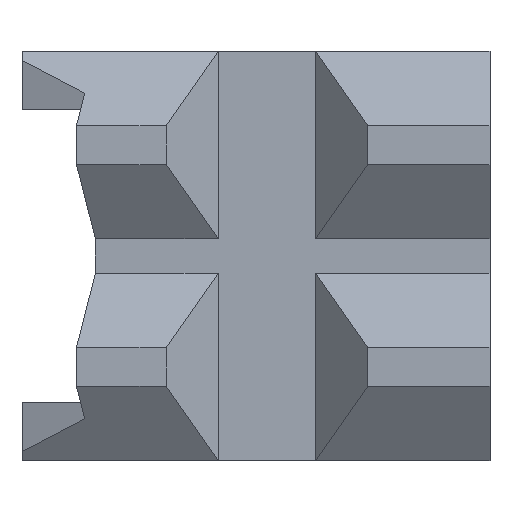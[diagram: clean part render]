
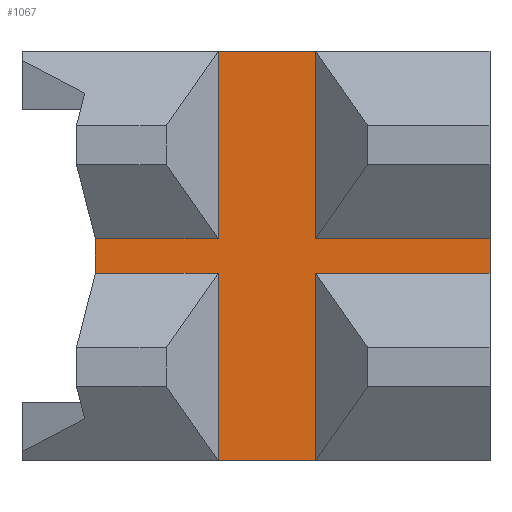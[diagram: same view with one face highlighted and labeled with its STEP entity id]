
A CAD part, left-side view. The second image highlights one B-rep face of the part: STEP entity #1067.
In plain terms, the highlighted planar face has unit normal (-1, 0, 0).
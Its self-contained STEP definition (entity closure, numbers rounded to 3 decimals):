
#10 = CARTESIAN_POINT ( 'NONE',  ( 0., -274., 2.65 ) ) ;
#16 = VERTEX_POINT ( 'NONE', #876 ) ;
#23 = LINE ( 'NONE', #1083, #1305 ) ;
#37 = ORIENTED_EDGE ( 'NONE', *, *, #131, .F. ) ;
#39 = CARTESIAN_POINT ( 'NONE',  ( 0., -213.29, -2.65 ) ) ;
#51 = VERTEX_POINT ( 'NONE', #99 ) ;
#64 = CARTESIAN_POINT ( 'NONE',  ( 0., -247.189, -2.65 ) ) ;
#75 = VERTEX_POINT ( 'NONE', #1202 ) ;
#83 = EDGE_CURVE ( 'NONE', #187, #51, #965, .T. ) ;
#92 = VECTOR ( 'NONE', #565, 1000. ) ;
#96 = VERTEX_POINT ( 'NONE', #308 ) ;
#99 = CARTESIAN_POINT ( 'NONE',  ( 0., -213.29, 2.65 ) ) ;
#100 = PLANE ( 'NONE',  #645 ) ;
#129 = DIRECTION ( 'NONE',  ( 0., -1., 0. ) ) ;
#131 = EDGE_CURVE ( 'NONE', #697, #75, #1336, .T. ) ;
#163 = LINE ( 'NONE', #681, #989 ) ;
#169 = CARTESIAN_POINT ( 'NONE',  ( 0., -213.29, 0. ) ) ;
#172 = VECTOR ( 'NONE', #824, 1000. ) ;
#187 = VERTEX_POINT ( 'NONE', #39 ) ;
#202 = VECTOR ( 'NONE', #1139, 1000. ) ;
#210 = CARTESIAN_POINT ( 'NONE',  ( 0., -164.061, 2.65 ) ) ;
#222 = CARTESIAN_POINT ( 'NONE',  ( 0., -247.189, 31.5 ) ) ;
#228 = ORIENTED_EDGE ( 'NONE', *, *, #1339, .F. ) ;
#229 = CARTESIAN_POINT ( 'NONE',  ( 0., -232.189, 31.5 ) ) ;
#262 = EDGE_CURVE ( 'NONE', #96, #697, #1130, .T. ) ;
#266 = VECTOR ( 'NONE', #729, 1000. ) ;
#308 = CARTESIAN_POINT ( 'NONE',  ( 0., -247.189, -31.5 ) ) ;
#316 = ORIENTED_EDGE ( 'NONE', *, *, #262, .F. ) ;
#357 = CARTESIAN_POINT ( 'NONE',  ( 0., 0., 0. ) ) ;
#360 = ORIENTED_EDGE ( 'NONE', *, *, #1563, .T. ) ;
#388 = EDGE_CURVE ( 'NONE', #51, #16, #508, .T. ) ;
#392 = DIRECTION ( 'NONE',  ( 0., -1., 0. ) ) ;
#398 = VECTOR ( 'NONE', #1636, 1000. ) ;
#425 = LINE ( 'NONE', #947, #172 ) ;
#431 = CARTESIAN_POINT ( 'NONE',  ( 0., -274., -2.65 ) ) ;
#436 = EDGE_CURVE ( 'NONE', #16, #1174, #425, .T. ) ;
#443 = LINE ( 'NONE', #671, #398 ) ;
#463 = EDGE_CURVE ( 'NONE', #1301, #1261, #443, .T. ) ;
#503 = DIRECTION ( 'NONE',  ( 0., 0., 1. ) ) ;
#508 = LINE ( 'NONE', #1597, #826 ) ;
#513 = CARTESIAN_POINT ( 'NONE',  ( 0., -164.061, -2.65 ) ) ;
#541 = CARTESIAN_POINT ( 'NONE',  ( 0., -164.061, -2.65 ) ) ;
#544 = CARTESIAN_POINT ( 'NONE',  ( 0., -247.189, 2.65 ) ) ;
#548 = DIRECTION ( 'NONE',  ( 0., 1., 0. ) ) ;
#565 = DIRECTION ( 'NONE',  ( 0., 0., 1. ) ) ;
#591 = ORIENTED_EDGE ( 'NONE', *, *, #463, .F. ) ;
#605 = CARTESIAN_POINT ( 'NONE',  ( 0., -247.189, -31.5 ) ) ;
#618 = ORIENTED_EDGE ( 'NONE', *, *, #388, .F. ) ;
#645 = AXIS2_PLACEMENT_3D ( 'NONE', #357, #783, #503 ) ;
#671 = CARTESIAN_POINT ( 'NONE',  ( 0., -274., 31.5 ) ) ;
#681 = CARTESIAN_POINT ( 'NONE',  ( 0., -247.189, -31.5 ) ) ;
#697 = VERTEX_POINT ( 'NONE', #842 ) ;
#729 = DIRECTION ( 'NONE',  ( 0., -1., 0. ) ) ;
#760 = ORIENTED_EDGE ( 'NONE', *, *, #1618, .T. ) ;
#783 = DIRECTION ( 'NONE',  ( -1., 0., 0. ) ) ;
#814 = LINE ( 'NONE', #1600, #1621 ) ;
#824 = DIRECTION ( 'NONE',  ( 0., 0., 1. ) ) ;
#826 = VECTOR ( 'NONE', #1583, 1000. ) ;
#838 = LINE ( 'NONE', #210, #266 ) ;
#842 = CARTESIAN_POINT ( 'NONE',  ( 0., -232.189, -31.5 ) ) ;
#874 = EDGE_LOOP ( 'NONE', ( #1514, #1352, #37, #316, #1124, #360, #591, #228, #760, #1484, #1473, #618 ) ) ;
#876 = CARTESIAN_POINT ( 'NONE',  ( 0., -232.189, 2.65 ) ) ;
#909 = LINE ( 'NONE', #541, #1271 ) ;
#916 = VERTEX_POINT ( 'NONE', #544 ) ;
#947 = CARTESIAN_POINT ( 'NONE',  ( 0., -232.189, -31.5 ) ) ;
#965 = LINE ( 'NONE', #169, #1049 ) ;
#989 = VECTOR ( 'NONE', #1203, 1000. ) ;
#1014 = VERTEX_POINT ( 'NONE', #64 ) ;
#1049 = VECTOR ( 'NONE', #1236, 1000. ) ;
#1059 = VECTOR ( 'NONE', #392, 1000. ) ;
#1067 = ADVANCED_FACE ( 'NONE', ( #1578 ), #100, .T. ) ;
#1071 = CARTESIAN_POINT ( 'NONE',  ( 0., -232.189, -31.5 ) ) ;
#1083 = CARTESIAN_POINT ( 'NONE',  ( 0., -247.189, -31.5 ) ) ;
#1124 = ORIENTED_EDGE ( 'NONE', *, *, #1617, .T. ) ;
#1130 = LINE ( 'NONE', #605, #202 ) ;
#1139 = DIRECTION ( 'NONE',  ( 0., 1., 0. ) ) ;
#1156 = EDGE_CURVE ( 'NONE', #187, #75, #1438, .T. ) ;
#1174 = VERTEX_POINT ( 'NONE', #229 ) ;
#1202 = CARTESIAN_POINT ( 'NONE',  ( 0., -232.189, -2.65 ) ) ;
#1203 = DIRECTION ( 'NONE',  ( 0., 0., 1. ) ) ;
#1236 = DIRECTION ( 'NONE',  ( 0., 0., 1. ) ) ;
#1261 = VERTEX_POINT ( 'NONE', #431 ) ;
#1271 = VECTOR ( 'NONE', #129, 1000. ) ;
#1301 = VERTEX_POINT ( 'NONE', #10 ) ;
#1305 = VECTOR ( 'NONE', #1734, 1000. ) ;
#1336 = LINE ( 'NONE', #1071, #92 ) ;
#1339 = EDGE_CURVE ( 'NONE', #916, #1301, #838, .T. ) ;
#1352 = ORIENTED_EDGE ( 'NONE', *, *, #1156, .T. ) ;
#1438 = LINE ( 'NONE', #513, #1059 ) ;
#1473 = ORIENTED_EDGE ( 'NONE', *, *, #436, .F. ) ;
#1484 = ORIENTED_EDGE ( 'NONE', *, *, #1627, .T. ) ;
#1514 = ORIENTED_EDGE ( 'NONE', *, *, #83, .F. ) ;
#1563 = EDGE_CURVE ( 'NONE', #1014, #1261, #909, .T. ) ;
#1578 = FACE_OUTER_BOUND ( 'NONE', #874, .T. ) ;
#1583 = DIRECTION ( 'NONE',  ( 0., -1., 0. ) ) ;
#1597 = CARTESIAN_POINT ( 'NONE',  ( 0., -164.061, 2.65 ) ) ;
#1600 = CARTESIAN_POINT ( 'NONE',  ( 0., -247.189, 31.5 ) ) ;
#1617 = EDGE_CURVE ( 'NONE', #96, #1014, #163, .T. ) ;
#1618 = EDGE_CURVE ( 'NONE', #916, #1660, #23, .T. ) ;
#1621 = VECTOR ( 'NONE', #548, 1000. ) ;
#1627 = EDGE_CURVE ( 'NONE', #1660, #1174, #814, .T. ) ;
#1636 = DIRECTION ( 'NONE',  ( 0., 0., -1. ) ) ;
#1660 = VERTEX_POINT ( 'NONE', #222 ) ;
#1734 = DIRECTION ( 'NONE',  ( 0., 0., 1. ) ) ;
